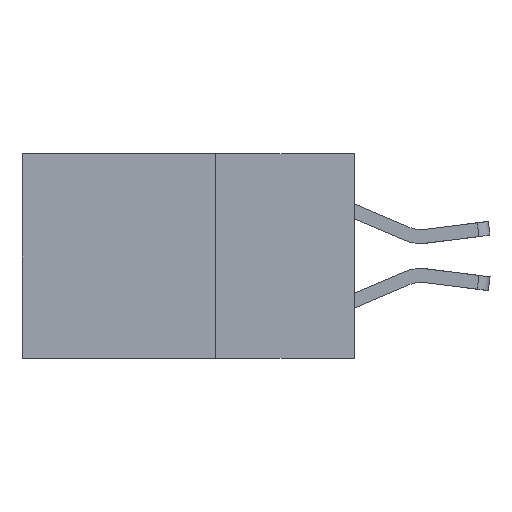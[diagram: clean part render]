
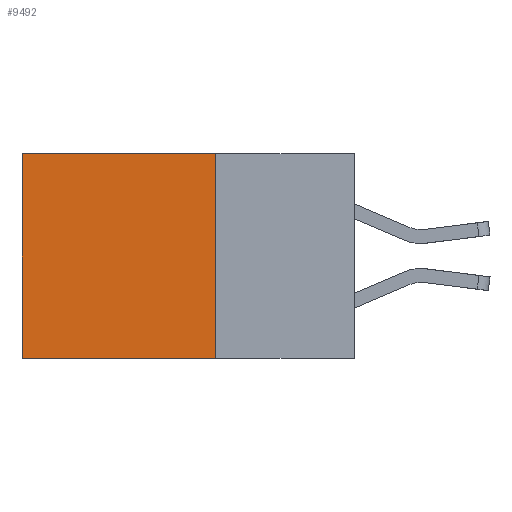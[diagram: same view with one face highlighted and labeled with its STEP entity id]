
A CAD part, left-side view. The second image highlights one B-rep face of the part: STEP entity #9492.
In plain terms, the highlighted planar face has unit normal (-1, 0, 0).
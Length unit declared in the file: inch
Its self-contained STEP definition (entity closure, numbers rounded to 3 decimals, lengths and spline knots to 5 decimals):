
#51 = VECTOR ( 'NONE', #2297, 39.37008 ) ;
#761 = ORIENTED_EDGE ( 'NONE', *, *, #1213, .T. ) ;
#779 = DIRECTION ( 'NONE',  ( 0., 1., 0. ) ) ;
#830 = LINE ( 'NONE', #2787, #2666 ) ;
#1213 = EDGE_CURVE ( 'NONE', #2288, #2970, #830, .T. ) ;
#1336 = VERTEX_POINT ( 'NONE', #10503 ) ;
#1454 = CARTESIAN_POINT ( 'NONE',  ( 0.2615, 0.25, 0. ) ) ;
#1727 = EDGE_LOOP ( 'NONE', ( #5629, #10686, #3256, #761 ) ) ;
#2288 = VERTEX_POINT ( 'NONE', #1454 ) ;
#2297 = DIRECTION ( 'NONE',  ( 0., 0., -1. ) ) ;
#2666 = VECTOR ( 'NONE', #8738, 39.37008 ) ;
#2787 = CARTESIAN_POINT ( 'NONE',  ( 0.2615, 0.25, 0. ) ) ;
#2970 = VERTEX_POINT ( 'NONE', #5968 ) ;
#2994 = DIRECTION ( 'NONE',  ( 1., 0., 0. ) ) ;
#3052 = LINE ( 'NONE', #7739, #5423 ) ;
#3256 = ORIENTED_EDGE ( 'NONE', *, *, #4665, .F. ) ;
#3379 = DIRECTION ( 'NONE',  ( 0., 0., -1. ) ) ;
#3395 = CARTESIAN_POINT ( 'NONE',  ( 0.2615, 0.25, -0.37 ) ) ;
#4665 = EDGE_CURVE ( 'NONE', #2288, #4808, #4873, .T. ) ;
#4808 = VERTEX_POINT ( 'NONE', #3395 ) ;
#4873 = LINE ( 'NONE', #9884, #51 ) ;
#5423 = VECTOR ( 'NONE', #779, 39.37008 ) ;
#5464 = EDGE_CURVE ( 'NONE', #2970, #1336, #10658, .T. ) ;
#5629 = ORIENTED_EDGE ( 'NONE', *, *, #5464, .T. ) ;
#5968 = CARTESIAN_POINT ( 'NONE',  ( 0.2615, 0.6, 0. ) ) ;
#6564 = FACE_OUTER_BOUND ( 'NONE', #1727, .T. ) ;
#7546 = AXIS2_PLACEMENT_3D ( 'NONE', #9740, #2994, #8931 ) ;
#7739 = CARTESIAN_POINT ( 'NONE',  ( 0.2615, 0.25, -0.37 ) ) ;
#8116 = PLANE ( 'NONE',  #7546 ) ;
#8220 = VECTOR ( 'NONE', #3379, 39.37008 ) ;
#8738 = DIRECTION ( 'NONE',  ( 0., 1., 0. ) ) ;
#8931 = DIRECTION ( 'NONE',  ( 0., 0., -1. ) ) ;
#9273 = CARTESIAN_POINT ( 'NONE',  ( 0.2615, 0.6, -0.37 ) ) ;
#9492 = ADVANCED_FACE ( 'NONE', ( #6564 ), #8116, .F. ) ;
#9740 = CARTESIAN_POINT ( 'NONE',  ( 0.2615, 0.25, -0.37 ) ) ;
#9837 = EDGE_CURVE ( 'NONE', #4808, #1336, #3052, .T. ) ;
#9884 = CARTESIAN_POINT ( 'NONE',  ( 0.2615, 0.25, -0.37 ) ) ;
#10503 = CARTESIAN_POINT ( 'NONE',  ( 0.2615, 0.6, -0.37 ) ) ;
#10658 = LINE ( 'NONE', #9273, #8220 ) ;
#10686 = ORIENTED_EDGE ( 'NONE', *, *, #9837, .F. ) ;
